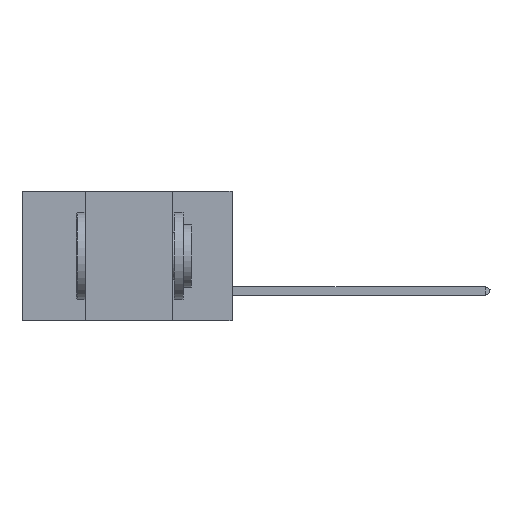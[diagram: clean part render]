
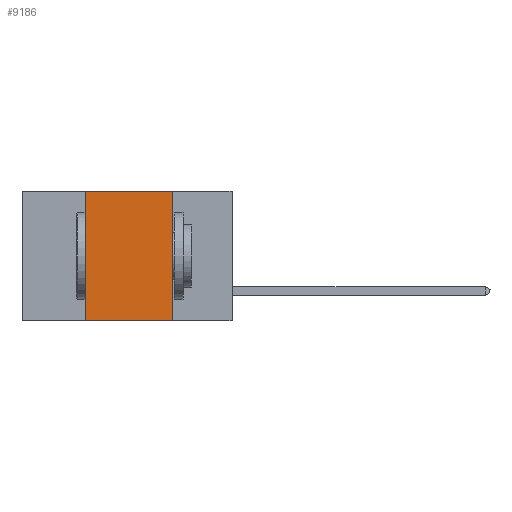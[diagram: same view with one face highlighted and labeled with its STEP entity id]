
A CAD part, left-side view. The second image highlights one B-rep face of the part: STEP entity #9186.
In plain terms, the highlighted planar face has unit normal (-1, 0, 0).
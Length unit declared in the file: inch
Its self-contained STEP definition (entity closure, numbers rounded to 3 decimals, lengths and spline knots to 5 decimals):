
#1995 = PLANE ( 'NONE',  #16091 ) ;
#2611 = ORIENTED_EDGE ( 'NONE', *, *, #7355, .F. ) ;
#4300 = DIRECTION ( 'NONE',  ( 0., -1., 0. ) ) ;
#4679 = CARTESIAN_POINT ( 'NONE',  ( 0., 0.17, -0.37 ) ) ;
#5128 = CARTESIAN_POINT ( 'NONE',  ( 0., 0.17, 0. ) ) ;
#6289 = FACE_OUTER_BOUND ( 'NONE', #19585, .T. ) ;
#6293 = VECTOR ( 'NONE', #4300, 39.37008 ) ;
#6534 = CARTESIAN_POINT ( 'NONE',  ( 0., 0.6, 0. ) ) ;
#6714 = DIRECTION ( 'NONE',  ( 0., 0., 1. ) ) ;
#6942 = CARTESIAN_POINT ( 'NONE',  ( 0., 0.42, 0. ) ) ;
#7355 = EDGE_CURVE ( 'NONE', #35298, #27355, #31157, .T. ) ;
#7701 = DIRECTION ( 'NONE',  ( 1., 0., 0. ) ) ;
#7830 = EDGE_CURVE ( 'NONE', #27355, #27102, #9859, .T. ) ;
#9186 = ADVANCED_FACE ( 'NONE', ( #6289 ), #1995, .F. ) ;
#9485 = CARTESIAN_POINT ( 'NONE',  ( 0., 0.42, -0.37 ) ) ;
#9859 = LINE ( 'NONE', #6534, #15402 ) ;
#13552 = EDGE_CURVE ( 'NONE', #27102, #15742, #18049, .T. ) ;
#15402 = VECTOR ( 'NONE', #31432, 39.37008 ) ;
#15742 = VERTEX_POINT ( 'NONE', #4679 ) ;
#16091 = AXIS2_PLACEMENT_3D ( 'NONE', #32500, #7701, #18685 ) ;
#18049 = LINE ( 'NONE', #24003, #22738 ) ;
#18205 = ORIENTED_EDGE ( 'NONE', *, *, #25821, .T. ) ;
#18685 = DIRECTION ( 'NONE',  ( 0., 0., -1. ) ) ;
#19585 = EDGE_LOOP ( 'NONE', ( #29748, #21935, #2611, #18205 ) ) ;
#20454 = CARTESIAN_POINT ( 'NONE',  ( 0., 0.42, 0. ) ) ;
#21935 = ORIENTED_EDGE ( 'NONE', *, *, #7830, .F. ) ;
#22738 = VECTOR ( 'NONE', #26975, 39.37008 ) ;
#24003 = CARTESIAN_POINT ( 'NONE',  ( 0., 0.17, 0. ) ) ;
#25821 = EDGE_CURVE ( 'NONE', #35298, #15742, #27663, .T. ) ;
#26975 = DIRECTION ( 'NONE',  ( 0., 0., -1. ) ) ;
#27102 = VERTEX_POINT ( 'NONE', #5128 ) ;
#27355 = VERTEX_POINT ( 'NONE', #6942 ) ;
#27663 = LINE ( 'NONE', #29127, #6293 ) ;
#29127 = CARTESIAN_POINT ( 'NONE',  ( 0., 0.6, -0.37 ) ) ;
#29748 = ORIENTED_EDGE ( 'NONE', *, *, #13552, .F. ) ;
#31157 = LINE ( 'NONE', #20454, #32849 ) ;
#31432 = DIRECTION ( 'NONE',  ( 0., -1., 0. ) ) ;
#32500 = CARTESIAN_POINT ( 'NONE',  ( 0., 0.6, 0. ) ) ;
#32849 = VECTOR ( 'NONE', #6714, 39.37008 ) ;
#35298 = VERTEX_POINT ( 'NONE', #9485 ) ;
